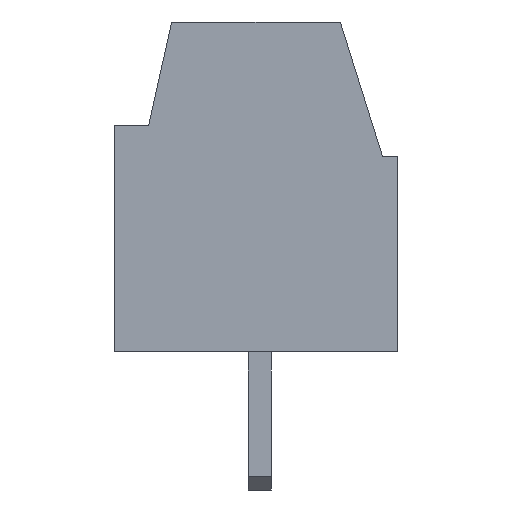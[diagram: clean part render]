
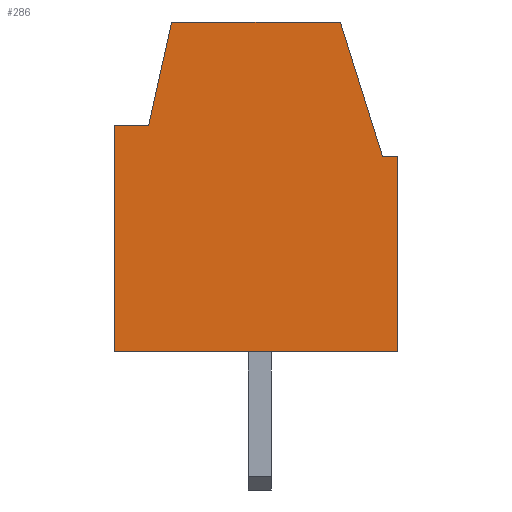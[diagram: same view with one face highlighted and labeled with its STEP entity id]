
A CAD part, left-side view. The second image highlights one B-rep face of the part: STEP entity #286.
In plain terms, the highlighted planar face has unit normal (-1, 0, 0).
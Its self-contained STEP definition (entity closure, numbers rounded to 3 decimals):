
#56 = VERTEX_POINT('',#57);
#57 = CARTESIAN_POINT('',(-1.905,-3.6,5.1));
#74 = VERTEX_POINT('',#75);
#75 = CARTESIAN_POINT('',(-1.905,-3.6,0.));
#81 = EDGE_CURVE('',#56,#74,#82,.T.);
#82 = LINE('',#83,#84);
#83 = CARTESIAN_POINT('',(-1.905,-3.6,5.1));
#84 = VECTOR('',#85,1.);
#85 = DIRECTION('',(0.,0.,-1.));
#260 = VERTEX_POINT('',#261);
#261 = CARTESIAN_POINT('',(-1.905,-3.2,5.1));
#276 = EDGE_CURVE('',#260,#56,#277,.T.);
#277 = LINE('',#278,#279);
#278 = CARTESIAN_POINT('',(-1.905,-3.2,5.1));
#279 = VECTOR('',#280,1.);
#280 = DIRECTION('',(0.,-1.,0.));
#286 = ADVANCED_FACE('',(#287),#337,.F.);
#287 = FACE_BOUND('',#288,.F.);
#288 = EDGE_LOOP('',(#289,#290,#298,#306,#314,#322,#330,#336));
#289 = ORIENTED_EDGE('',*,*,#81,.T.);
#290 = ORIENTED_EDGE('',*,*,#291,.T.);
#291 = EDGE_CURVE('',#74,#292,#294,.T.);
#292 = VERTEX_POINT('',#293);
#293 = CARTESIAN_POINT('',(-1.905,3.8,0.));
#294 = LINE('',#295,#296);
#295 = CARTESIAN_POINT('',(-1.905,-3.6,0.));
#296 = VECTOR('',#297,1.);
#297 = DIRECTION('',(0.,1.,0.));
#298 = ORIENTED_EDGE('',*,*,#299,.T.);
#299 = EDGE_CURVE('',#292,#300,#302,.T.);
#300 = VERTEX_POINT('',#301);
#301 = CARTESIAN_POINT('',(-1.905,3.8,5.9));
#302 = LINE('',#303,#304);
#303 = CARTESIAN_POINT('',(-1.905,3.8,0.));
#304 = VECTOR('',#305,1.);
#305 = DIRECTION('',(0.,0.,1.));
#306 = ORIENTED_EDGE('',*,*,#307,.T.);
#307 = EDGE_CURVE('',#300,#308,#310,.T.);
#308 = VERTEX_POINT('',#309);
#309 = CARTESIAN_POINT('',(-1.905,2.9,5.9));
#310 = LINE('',#311,#312);
#311 = CARTESIAN_POINT('',(-1.905,3.8,5.9));
#312 = VECTOR('',#313,1.);
#313 = DIRECTION('',(0.,-1.,0.));
#314 = ORIENTED_EDGE('',*,*,#315,.T.);
#315 = EDGE_CURVE('',#308,#316,#318,.T.);
#316 = VERTEX_POINT('',#317);
#317 = CARTESIAN_POINT('',(-1.905,2.3,8.6));
#318 = LINE('',#319,#320);
#319 = CARTESIAN_POINT('',(-1.905,2.9,5.9));
#320 = VECTOR('',#321,1.);
#321 = DIRECTION('',(0.,-0.217,0.976)
  );
#322 = ORIENTED_EDGE('',*,*,#323,.T.);
#323 = EDGE_CURVE('',#316,#324,#326,.T.);
#324 = VERTEX_POINT('',#325);
#325 = CARTESIAN_POINT('',(-1.905,-2.1,8.6));
#326 = LINE('',#327,#328);
#327 = CARTESIAN_POINT('',(-1.905,2.3,8.6));
#328 = VECTOR('',#329,1.);
#329 = DIRECTION('',(0.,-1.,0.));
#330 = ORIENTED_EDGE('',*,*,#331,.T.);
#331 = EDGE_CURVE('',#324,#260,#332,.T.);
#332 = LINE('',#333,#334);
#333 = CARTESIAN_POINT('',(-1.905,-2.1,8.6));
#334 = VECTOR('',#335,1.);
#335 = DIRECTION('',(0.,-0.3,-0.954)
  );
#336 = ORIENTED_EDGE('',*,*,#276,.T.);
#337 = PLANE('',#338);
#338 = AXIS2_PLACEMENT_3D('',#339,#340,#341);
#339 = CARTESIAN_POINT('',(-1.905,0.143,3.956));
#340 = DIRECTION('',(1.,0.,0.));
#341 = DIRECTION('',(0.,0.,-1.));
